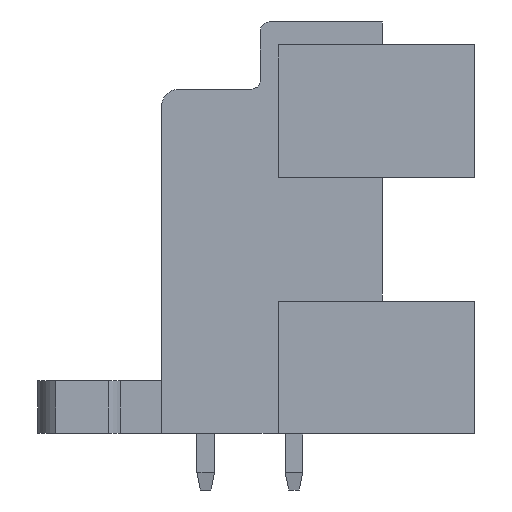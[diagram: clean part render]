
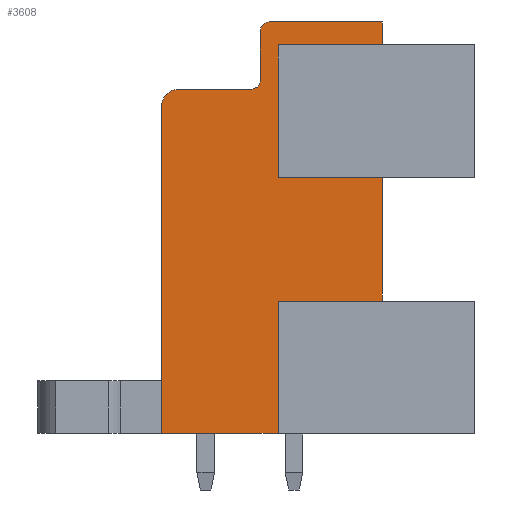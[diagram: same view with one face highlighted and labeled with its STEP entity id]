
A CAD part, left-side view. The second image highlights one B-rep face of the part: STEP entity #3608.
In plain terms, the highlighted planar face has unit normal (-1, 0, 0).
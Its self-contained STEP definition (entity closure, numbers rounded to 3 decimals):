
#1894=AXIS2_PLACEMENT_3D('Circle Axis2P3D',#1892,#1893,$) ;
#1956=AXIS2_PLACEMENT_3D('Circle Axis2P3D',#1954,#1955,$) ;
#2018=AXIS2_PLACEMENT_3D('Circle Axis2P3D',#2016,#2017,$) ;
#3579=AXIS2_PLACEMENT_3D('Plane Axis2P3D',#3576,#3577,#3578) ;
#799=CARTESIAN_POINT('Vertex',(3.5,5.2,10.7)) ;
#802=CARTESIAN_POINT('Line Origine',(3.5,8.15,10.7)) ;
#806=CARTESIAN_POINT('Vertex',(3.5,11.1,10.7)) ;
#884=CARTESIAN_POINT('Vertex',(3.5,5.2,17.7)) ;
#887=CARTESIAN_POINT('Line Origine',(3.5,5.2,14.2)) ;
#943=CARTESIAN_POINT('Vertex',(3.5,11.1,17.7)) ;
#946=CARTESIAN_POINT('Line Origine',(3.5,8.15,17.7)) ;
#1747=CARTESIAN_POINT('Vertex',(3.5,5.2,25.2)) ;
#1750=CARTESIAN_POINT('Line Origine',(3.5,8.15,25.2)) ;
#1754=CARTESIAN_POINT('Vertex',(3.5,11.1,25.2)) ;
#1827=CARTESIAN_POINT('Vertex',(3.5,5.2,26.5)) ;
#1830=CARTESIAN_POINT('Line Origine',(3.5,5.2,25.85)) ;
#1858=CARTESIAN_POINT('Vertex',(3.5,11.6,26.5)) ;
#1861=CARTESIAN_POINT('Line Origine',(3.5,8.4,26.5)) ;
#1889=CARTESIAN_POINT('Vertex',(3.5,12.1,26.)) ;
#1892=CARTESIAN_POINT('Axis2P3D Location',(3.5,11.6,26.)) ;
#1920=CARTESIAN_POINT('Vertex',(3.5,12.1,23.2)) ;
#1923=CARTESIAN_POINT('Line Origine',(3.5,12.1,24.6)) ;
#1951=CARTESIAN_POINT('Vertex',(3.5,12.6,22.7)) ;
#1954=CARTESIAN_POINT('Axis2P3D Location',(3.5,12.6,23.2)) ;
#1982=CARTESIAN_POINT('Vertex',(3.5,16.7,22.7)) ;
#1985=CARTESIAN_POINT('Line Origine',(3.5,14.65,22.7)) ;
#2013=CARTESIAN_POINT('Vertex',(3.5,17.7,21.7)) ;
#2016=CARTESIAN_POINT('Axis2P3D Location',(3.5,16.7,21.7)) ;
#2095=CARTESIAN_POINT('Vertex',(3.5,17.7,3.2)) ;
#2098=CARTESIAN_POINT('Line Origine',(3.5,17.7,12.45)) ;
#2190=CARTESIAN_POINT('Vertex',(3.5,11.1,3.2)) ;
#2193=CARTESIAN_POINT('Line Origine',(3.5,14.4,3.2)) ;
#3576=CARTESIAN_POINT('Axis2P3D Location',(3.5,0.,0.)) ;
#3581=CARTESIAN_POINT('Line Origine',(3.5,11.1,21.45)) ;
#3586=CARTESIAN_POINT('Line Origine',(3.5,11.1,6.95)) ;
#803=DIRECTION('Vector Direction',(0.,-1.,0.)) ;
#888=DIRECTION('Vector Direction',(0.,0.,-1.)) ;
#947=DIRECTION('Vector Direction',(0.,1.,0.)) ;
#1751=DIRECTION('Vector Direction',(0.,-1.,0.)) ;
#1831=DIRECTION('Vector Direction',(0.,0.,-1.)) ;
#1862=DIRECTION('Vector Direction',(0.,-1.,0.)) ;
#1893=DIRECTION('Axis2P3D Direction',(-1.,0.,0.)) ;
#1924=DIRECTION('Vector Direction',(0.,0.,1.)) ;
#1955=DIRECTION('Axis2P3D Direction',(-1.,0.,0.)) ;
#1986=DIRECTION('Vector Direction',(0.,-1.,0.)) ;
#2017=DIRECTION('Axis2P3D Direction',(-1.,0.,0.)) ;
#2099=DIRECTION('Vector Direction',(0.,0.,1.)) ;
#2194=DIRECTION('Vector Direction',(0.,1.,0.)) ;
#3577=DIRECTION('Axis2P3D Direction',(-1.,0.,0.)) ;
#3578=DIRECTION('Axis2P3D XDirection',(0.,-1.,0.)) ;
#3582=DIRECTION('Vector Direction',(0.,0.,1.)) ;
#3587=DIRECTION('Vector Direction',(0.,0.,1.)) ;
#804=VECTOR('Line Direction',#803,1.) ;
#889=VECTOR('Line Direction',#888,1.) ;
#948=VECTOR('Line Direction',#947,1.) ;
#1752=VECTOR('Line Direction',#1751,1.) ;
#1832=VECTOR('Line Direction',#1831,1.) ;
#1863=VECTOR('Line Direction',#1862,1.) ;
#1925=VECTOR('Line Direction',#1924,1.) ;
#1987=VECTOR('Line Direction',#1986,1.) ;
#2100=VECTOR('Line Direction',#2099,1.) ;
#2195=VECTOR('Line Direction',#2194,1.) ;
#3583=VECTOR('Line Direction',#3582,1.) ;
#3588=VECTOR('Line Direction',#3587,1.) ;
#3592=ORIENTED_EDGE('',*,*,#950,.F.) ;
#3593=ORIENTED_EDGE('',*,*,#3585,.F.) ;
#3594=ORIENTED_EDGE('',*,*,#1756,.F.) ;
#3595=ORIENTED_EDGE('',*,*,#1834,.T.) ;
#3596=ORIENTED_EDGE('',*,*,#1865,.T.) ;
#3597=ORIENTED_EDGE('',*,*,#1896,.T.) ;
#3598=ORIENTED_EDGE('',*,*,#1927,.T.) ;
#3599=ORIENTED_EDGE('',*,*,#1958,.T.) ;
#3600=ORIENTED_EDGE('',*,*,#1989,.T.) ;
#3601=ORIENTED_EDGE('',*,*,#2020,.T.) ;
#3602=ORIENTED_EDGE('',*,*,#2102,.T.) ;
#3603=ORIENTED_EDGE('',*,*,#2197,.T.) ;
#3604=ORIENTED_EDGE('',*,*,#3590,.F.) ;
#3605=ORIENTED_EDGE('',*,*,#808,.F.) ;
#3606=ORIENTED_EDGE('',*,*,#891,.T.) ;
#3608=ADVANCED_FACE('Housing',(#3607),#3580,.T.) ;
#1895=CIRCLE('generated circle',#1894,0.5) ;
#1957=CIRCLE('generated circle',#1956,0.5) ;
#2019=CIRCLE('generated circle',#2018,1.) ;
#808=EDGE_CURVE('',#800,#807,#805,.F.) ;
#891=EDGE_CURVE('',#800,#885,#890,.F.) ;
#950=EDGE_CURVE('',#944,#885,#949,.F.) ;
#1756=EDGE_CURVE('',#1748,#1755,#1753,.F.) ;
#1834=EDGE_CURVE('',#1748,#1828,#1833,.F.) ;
#1865=EDGE_CURVE('',#1828,#1859,#1864,.F.) ;
#1896=EDGE_CURVE('',#1859,#1890,#1895,.T.) ;
#1927=EDGE_CURVE('',#1890,#1921,#1926,.F.) ;
#1958=EDGE_CURVE('',#1921,#1952,#1957,.F.) ;
#1989=EDGE_CURVE('',#1952,#1983,#1988,.F.) ;
#2020=EDGE_CURVE('',#1983,#2014,#2019,.T.) ;
#2102=EDGE_CURVE('',#2014,#2096,#2101,.F.) ;
#2197=EDGE_CURVE('',#2096,#2191,#2196,.F.) ;
#3585=EDGE_CURVE('',#1755,#944,#3584,.F.) ;
#3590=EDGE_CURVE('',#807,#2191,#3589,.F.) ;
#3591=EDGE_LOOP('',(#3592,#3593,#3594,#3595,#3596,#3597,#3598,#3599,#3600,#3601,#3602,#3603,#3604,#3605,#3606)) ;
#3607=FACE_OUTER_BOUND('',#3591,.T.) ;
#805=LINE('Line',#802,#804) ;
#890=LINE('Line',#887,#889) ;
#949=LINE('Line',#946,#948) ;
#1753=LINE('Line',#1750,#1752) ;
#1833=LINE('Line',#1830,#1832) ;
#1864=LINE('Line',#1861,#1863) ;
#1926=LINE('Line',#1923,#1925) ;
#1988=LINE('Line',#1985,#1987) ;
#2101=LINE('Line',#2098,#2100) ;
#2196=LINE('Line',#2193,#2195) ;
#3584=LINE('Line',#3581,#3583) ;
#3589=LINE('Line',#3586,#3588) ;
#3580=PLANE('',#3579) ;
#800=VERTEX_POINT('',#799) ;
#807=VERTEX_POINT('',#806) ;
#885=VERTEX_POINT('',#884) ;
#944=VERTEX_POINT('',#943) ;
#1748=VERTEX_POINT('',#1747) ;
#1755=VERTEX_POINT('',#1754) ;
#1828=VERTEX_POINT('',#1827) ;
#1859=VERTEX_POINT('',#1858) ;
#1890=VERTEX_POINT('',#1889) ;
#1921=VERTEX_POINT('',#1920) ;
#1952=VERTEX_POINT('',#1951) ;
#1983=VERTEX_POINT('',#1982) ;
#2014=VERTEX_POINT('',#2013) ;
#2096=VERTEX_POINT('',#2095) ;
#2191=VERTEX_POINT('',#2190) ;
